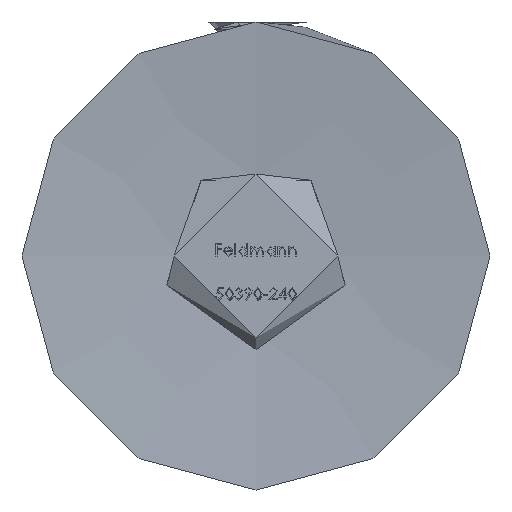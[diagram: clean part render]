
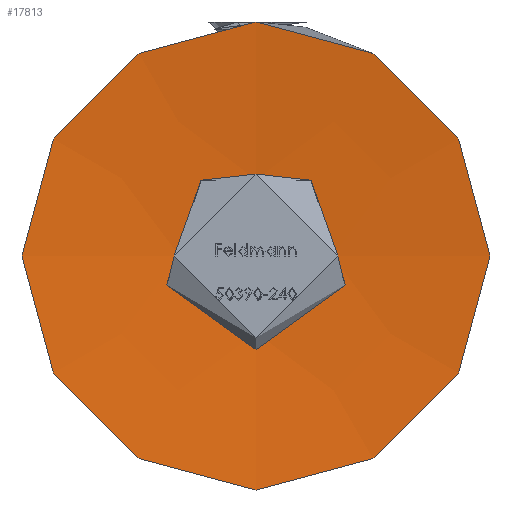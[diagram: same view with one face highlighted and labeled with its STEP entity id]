
A CAD part, front view. The second image highlights one B-rep face of the part: STEP entity #17813.
In plain terms, the highlighted conical face has half-angle 85 degrees and reference radius 3.272 mm.
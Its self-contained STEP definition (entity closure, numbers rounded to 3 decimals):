
#187 = EDGE_LOOP ( 'NONE', ( #17817 ) ) ;
#2141 = AXIS2_PLACEMENT_3D ( 'NONE', #11790, #10438, #6106 ) ;
#3101 = AXIS2_PLACEMENT_3D ( 'NONE', #14597, #8908, #3318 ) ;
#3318 = DIRECTION ( 'NONE',  ( 0., 0., -1. ) ) ;
#3620 = DIRECTION ( 'NONE',  ( 0., -1., 0. ) ) ;
#4439 = VERTEX_POINT ( 'NONE', #7795 ) ;
#4654 = VERTEX_POINT ( 'NONE', #4957 ) ;
#4760 = EDGE_LOOP ( 'NONE', ( #11652 ) ) ;
#4944 = CARTESIAN_POINT ( 'NONE',  ( 0., 0., 0. ) ) ;
#4957 = CARTESIAN_POINT ( 'NONE',  ( 0., -0.589, -10. ) ) ;
#6106 = DIRECTION ( 'NONE',  ( 0., 0., -1. ) ) ;
#6450 = DIRECTION ( 'NONE',  ( 0., 0., -1. ) ) ;
#6763 = CIRCLE ( 'NONE', #2141, 10. ) ;
#7795 = CARTESIAN_POINT ( 'NONE',  ( 0., 0., -3.272 ) ) ;
#8908 = DIRECTION ( 'NONE',  ( 0., -1., 0. ) ) ;
#10438 = DIRECTION ( 'NONE',  ( 0., -1., 0. ) ) ;
#11446 = EDGE_CURVE ( 'NONE', #4439, #4439, #13722, .T. ) ;
#11551 = AXIS2_PLACEMENT_3D ( 'NONE', #4944, #3620, #6450 ) ;
#11652 = ORIENTED_EDGE ( 'NONE', *, *, #11446, .F. ) ;
#11790 = CARTESIAN_POINT ( 'NONE',  ( 0., -0.589, 0. ) ) ;
#13722 = CIRCLE ( 'NONE', #11551, 3.272 ) ;
#14597 = CARTESIAN_POINT ( 'NONE',  ( 0., 0., 0. ) ) ;
#16462 = CONICAL_SURFACE ( 'NONE', #3101, 3.272, 1.484 ) ;
#16480 = FACE_BOUND ( 'NONE', #4760, .T. ) ;
#16706 = FACE_OUTER_BOUND ( 'NONE', #187, .T. ) ;
#16988 = EDGE_CURVE ( 'NONE', #4654, #4654, #6763, .T. ) ;
#17813 = ADVANCED_FACE ( 'NONE', ( #16706, #16480 ), #16462, .F. ) ;
#17817 = ORIENTED_EDGE ( 'NONE', *, *, #16988, .T. ) ;
